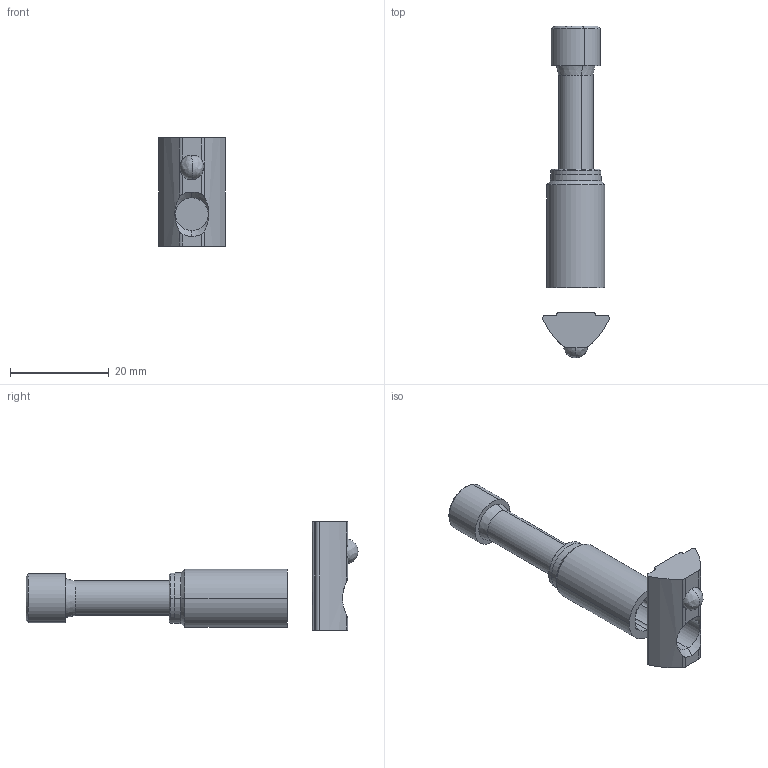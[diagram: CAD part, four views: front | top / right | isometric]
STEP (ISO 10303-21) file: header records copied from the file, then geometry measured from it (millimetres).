
FILE_DESCRIPTION (( 'STEP AP203' ), '1' );
FILE_NAME ('151103.step', '2021-06-03T16:18:22', ( '' ), ( '' ), 'SwSTEP 2.0', 'SolidWorks 2021', '' );
FILE_SCHEMA (( 'CONFIG_CONTROL_DESIGN' ));
Length unit declared in the file: millimetre
Products named in the file (1): 151103
Bounding box: 13.5 x 67.29 x 22 mm (x, y, z)
Volume: 4421.4 mm3; surface area: 4017.5 mm2
Topology: 4 solids, 4 shells, 102 faces, 262 edges, 160 vertices
Faces by surface type: cylinder 44, plane 34, cone 22, bspline 2
Entity records: 3342 total; most frequent: CARTESIAN_POINT 792, DIRECTION 546, ORIENTED_EDGE 508, EDGE_CURVE 254, AXIS2_PLACEMENT_3D 213, VERTEX_POINT 160, LINE 120, VECTOR 120
